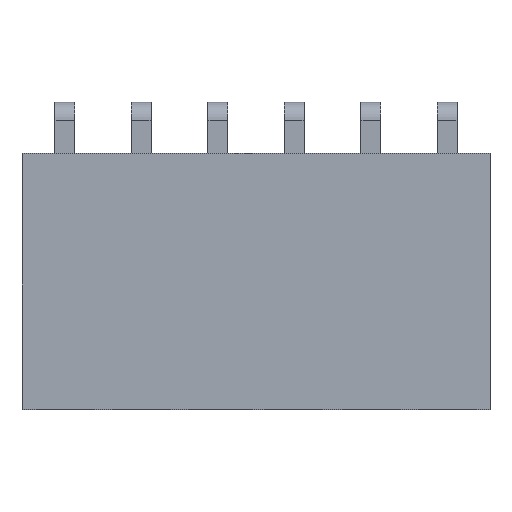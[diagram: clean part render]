
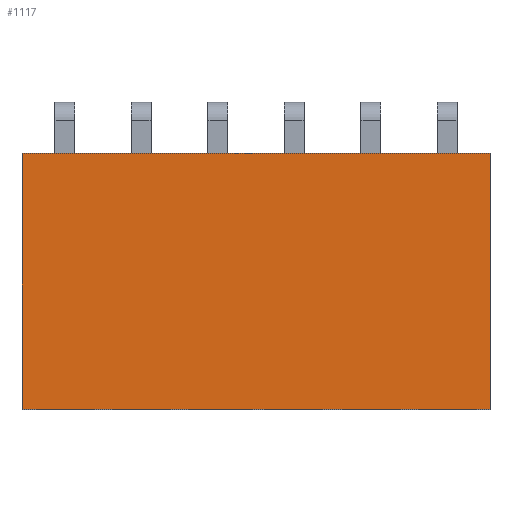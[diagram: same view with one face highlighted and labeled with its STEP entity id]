
A CAD part, top view. The second image highlights one B-rep face of the part: STEP entity #1117.
In plain terms, the highlighted planar face has unit normal (0, 0, 1).
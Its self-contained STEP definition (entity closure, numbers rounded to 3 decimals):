
#1117=ADVANCED_FACE('',(#3751),#3753,.T.);
#3751=FACE_BOUND('',#3752,.T.);
#3752=EDGE_LOOP('',(#5854,#5855,#5856,#5857));
#3753=PLANE('',#3754);
#3754=AXIS2_PLACEMENT_3D('',#3755,#3756,#3757);
#3755=CARTESIAN_POINT('',(14.12,-10.,2.5));
#3756=DIRECTION('',(0.,-0.,1.));
#3757=DIRECTION('',(0.,1.,0.));
#5854=ORIENTED_EDGE('',*,*,#7279,.T.);
#5855=ORIENTED_EDGE('',*,*,#7311,.T.);
#5856=ORIENTED_EDGE('',*,*,#7309,.F.);
#5857=ORIENTED_EDGE('',*,*,#7329,.F.);
#7279=EDGE_CURVE('',#8380,#8378,#8381,.T.);
#7309=EDGE_CURVE('',#8430,#8432,#8433,.T.);
#7311=EDGE_CURVE('',#8378,#8432,#8435,.T.);
#7329=EDGE_CURVE('',#8380,#8430,#8455,.T.);
#8378=VERTEX_POINT('',#10454);
#8380=VERTEX_POINT('',#10458);
#8381=LINE('',#10459,#10460);
#8430=VERTEX_POINT('',#10566);
#8432=VERTEX_POINT('',#10570);
#8433=LINE('',#10571,#10572);
#8435=LINE('',#10577,#10578);
#8455=LINE('',#10633,#10634);
#10454=CARTESIAN_POINT('',(14.12,-1.5,2.5));
#10458=CARTESIAN_POINT('',(14.12,-10.,2.5));
#10459=CARTESIAN_POINT('',(14.12,-10.,2.5));
#10460=VECTOR('',#10461,1.);
#10461=DIRECTION('',(0.,1.,0.));
#10566=CARTESIAN_POINT('',(-1.42,-10.,2.5));
#10570=CARTESIAN_POINT('',(-1.42,-1.5,2.5));
#10571=CARTESIAN_POINT('',(-1.42,-10.,2.5));
#10572=VECTOR('',#10573,1.);
#10573=DIRECTION('',(0.,1.,0.));
#10577=CARTESIAN_POINT('',(14.12,-1.5,2.5));
#10578=VECTOR('',#10579,1.);
#10579=DIRECTION('',(-1.,0.,0.));
#10633=CARTESIAN_POINT('',(14.12,-10.,2.5));
#10634=VECTOR('',#10635,1.);
#10635=DIRECTION('',(-1.,0.,0.));
